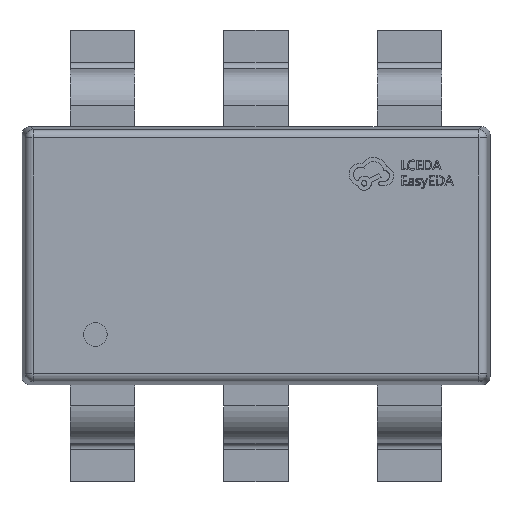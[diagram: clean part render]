
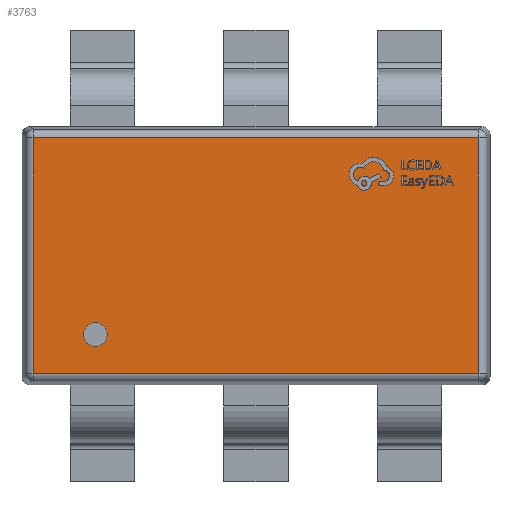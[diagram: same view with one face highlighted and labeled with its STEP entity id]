
A CAD part, top view. The second image highlights one B-rep face of the part: STEP entity #3763.
In plain terms, the highlighted planar face has unit normal (0, 0, 1).
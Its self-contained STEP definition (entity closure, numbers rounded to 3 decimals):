
#551 = EDGE_LOOP ( 'NONE', ( #2616, #15526 ) ) ;
#798 = EDGE_LOOP ( 'NONE', ( #1522, #7261, #10398, #1030 ) ) ;
#992 = PLANE ( 'NONE',  #7386 ) ;
#1030 = ORIENTED_EDGE ( 'NONE', *, *, #11448, .T. ) ;
#1522 = ORIENTED_EDGE ( 'NONE', *, *, #10467, .T. ) ;
#1747 = VERTEX_POINT ( 'NONE', #12750 ) ;
#2122 = LINE ( 'NONE', #16115, #18163 ) ;
#2376 = CARTESIAN_POINT ( 'NONE',  ( 0., 0., 0.27 ) ) ;
#2616 = ORIENTED_EDGE ( 'NONE', *, *, #16817, .F. ) ;
#3414 = DIRECTION ( 'NONE',  ( 1., 0., 0. ) ) ;
#3763 = ADVANCED_FACE ( 'NONE', ( #18574, #15986 ), #992, .T. ) ;
#3834 = CARTESIAN_POINT ( 'NONE',  ( -0.996, -0.488, 0.27 ) ) ;
#4092 = VECTOR ( 'NONE', #11682, 1000. ) ;
#4289 = VECTOR ( 'NONE', #19763, 1000. ) ;
#5423 = LINE ( 'NONE', #17698, #4092 ) ;
#5568 = AXIS2_PLACEMENT_3D ( 'NONE', #15905, #7863, #17305 ) ;
#6247 = VERTEX_POINT ( 'NONE', #17283 ) ;
#6287 = AXIS2_PLACEMENT_3D ( 'NONE', #3834, #9904, #14582 ) ;
#6344 = VERTEX_POINT ( 'NONE', #14463 ) ;
#7261 = ORIENTED_EDGE ( 'NONE', *, *, #8985, .T. ) ;
#7386 = AXIS2_PLACEMENT_3D ( 'NONE', #2376, #19048, #16089 ) ;
#7863 = DIRECTION ( 'NONE',  ( 0., 0., 1. ) ) ;
#8575 = CARTESIAN_POINT ( 'NONE',  ( 1.381, 0.776, 0.27 ) ) ;
#8776 = LINE ( 'NONE', #8575, #15685 ) ;
#8881 = DIRECTION ( 'NONE',  ( 0., 1., 0. ) ) ;
#8985 = EDGE_CURVE ( 'NONE', #10957, #18298, #8776, .T. ) ;
#9177 = LINE ( 'NONE', #13671, #4289 ) ;
#9904 = DIRECTION ( 'NONE',  ( 0., 0., 1. ) ) ;
#10222 = CARTESIAN_POINT ( 'NONE',  ( 1.381, -0.731, 0.27 ) ) ;
#10398 = ORIENTED_EDGE ( 'NONE', *, *, #13618, .T. ) ;
#10459 = EDGE_CURVE ( 'NONE', #1747, #15199, #11468, .T. ) ;
#10467 = EDGE_CURVE ( 'NONE', #6344, #10957, #2122, .T. ) ;
#10957 = VERTEX_POINT ( 'NONE', #10222 ) ;
#11448 = EDGE_CURVE ( 'NONE', #6247, #6344, #9177, .T. ) ;
#11468 = CIRCLE ( 'NONE', #6287, 0.073 ) ;
#11682 = DIRECTION ( 'NONE',  ( -1., 0., 0. ) ) ;
#12503 = CARTESIAN_POINT ( 'NONE',  ( -0.922, -0.488, 0.27 ) ) ;
#12750 = CARTESIAN_POINT ( 'NONE',  ( -1.069, -0.488, 0.27 ) ) ;
#13618 = EDGE_CURVE ( 'NONE', #18298, #6247, #5423, .T. ) ;
#13671 = CARTESIAN_POINT ( 'NONE',  ( -1.381, -0.776, 0.27 ) ) ;
#14463 = CARTESIAN_POINT ( 'NONE',  ( -1.381, -0.731, 0.27 ) ) ;
#14582 = DIRECTION ( 'NONE',  ( 1., 0., 0. ) ) ;
#15199 = VERTEX_POINT ( 'NONE', #12503 ) ;
#15526 = ORIENTED_EDGE ( 'NONE', *, *, #10459, .F. ) ;
#15685 = VECTOR ( 'NONE', #8881, 1000. ) ;
#15905 = CARTESIAN_POINT ( 'NONE',  ( -0.996, -0.488, 0.27 ) ) ;
#15986 = FACE_BOUND ( 'NONE', #551, .T. ) ;
#16089 = DIRECTION ( 'NONE',  ( 1., 0., 0. ) ) ;
#16115 = CARTESIAN_POINT ( 'NONE',  ( 1.426, -0.731, 0.27 ) ) ;
#16796 = CIRCLE ( 'NONE', #5568, 0.073 ) ;
#16817 = EDGE_CURVE ( 'NONE', #15199, #1747, #16796, .T. ) ;
#17125 = CARTESIAN_POINT ( 'NONE',  ( 1.381, 0.731, 0.27 ) ) ;
#17283 = CARTESIAN_POINT ( 'NONE',  ( -1.381, 0.731, 0.27 ) ) ;
#17305 = DIRECTION ( 'NONE',  ( 1., 0., 0. ) ) ;
#17698 = CARTESIAN_POINT ( 'NONE',  ( -1.426, 0.731, 0.27 ) ) ;
#18163 = VECTOR ( 'NONE', #3414, 1000. ) ;
#18298 = VERTEX_POINT ( 'NONE', #17125 ) ;
#18574 = FACE_OUTER_BOUND ( 'NONE', #798, .T. ) ;
#19048 = DIRECTION ( 'NONE',  ( 0., 0., 1. ) ) ;
#19763 = DIRECTION ( 'NONE',  ( 0., -1., 0. ) ) ;
